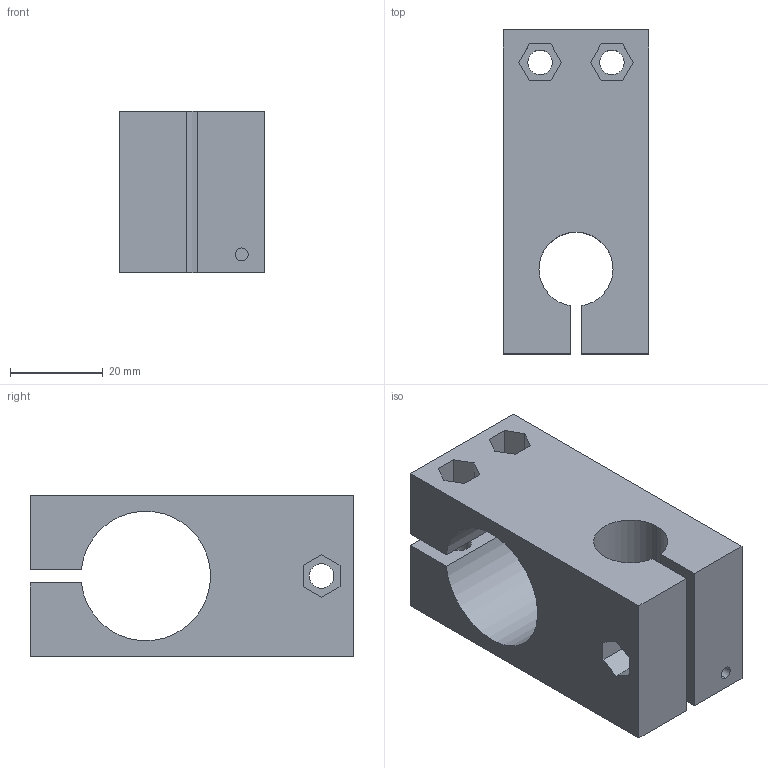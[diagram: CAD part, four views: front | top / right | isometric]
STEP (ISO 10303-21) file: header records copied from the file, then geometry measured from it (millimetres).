
FILE_DESCRIPTION (( 'STEP AP214' ), '1' );
FILE_NAME ('Support_LM16UU_Housing.STEP', '2019-07-07T22:46:40', ( '' ), ( '' ), 'SwSTEP 2.0', 'SolidWorks 2018', '' );
FILE_SCHEMA (( 'AUTOMOTIVE_DESIGN' ));
Length unit declared in the file: millimetre
Products named in the file (1): Support_LM16UU_Housing
Bounding box: 31.5 x 70 x 35 mm (x, y, z)
Volume: 45446.6 mm3; surface area: 17061 mm2
Topology: 1 solids, 1 shells, 61 faces, 156 edges, 104 vertices
Faces by surface type: plane 37, cylinder 24
Entity records: 1916 total; most frequent: DIRECTION 328, CARTESIAN_POINT 322, ORIENTED_EDGE 312, EDGE_CURVE 156, AXIS2_PLACEMENT_3D 110, VECTOR 108, LINE 108, VERTEX_POINT 104
